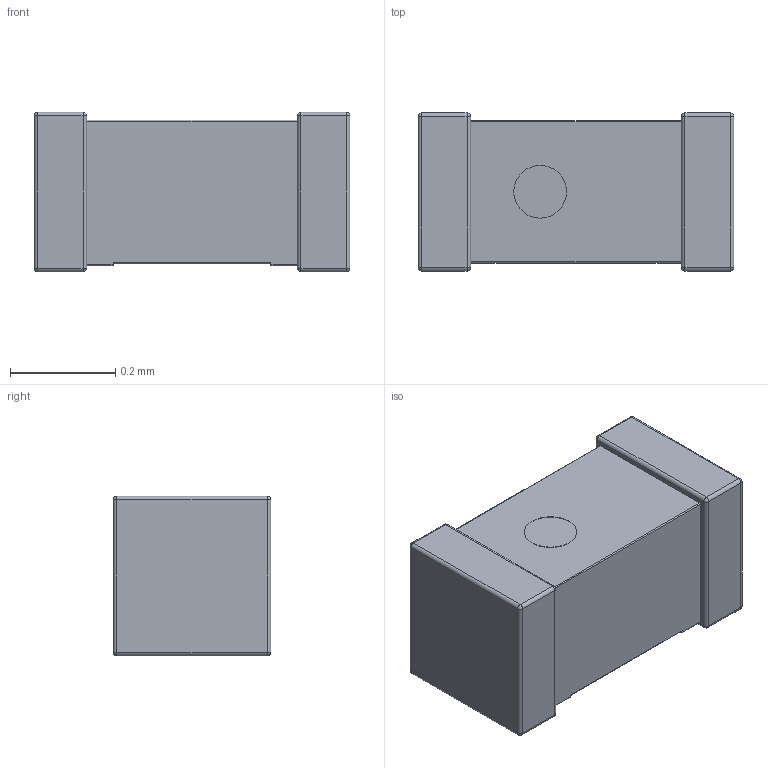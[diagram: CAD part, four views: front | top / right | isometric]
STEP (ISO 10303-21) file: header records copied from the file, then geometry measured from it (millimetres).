
FILE_DESCRIPTION(/* description */ (''),/* implementation_level */ '2;1');
FILE_NAME(/* name */ 'INDUC 0201.step',/* time_stamp */ '2019-12-01T15:16:47+00:00',/* author */ (''),/* organization */ (''),/* preprocessor_version */ 'ST-DEVELOPER v18',/* originating_system */ 'Autodesk Translation Framework v8.12.0.6',/* authorisation */ '');
FILE_SCHEMA (('AUTOMOTIVE_DESIGN { 1 0 10303 214 3 1 1 }'));
Length unit declared in the file: millimetre
Products named in the file (1): INDUC 0201
Bounding box: 0.6 x 0.3 x 0.3 mm (x, y, z)
Volume: 0 mm3; surface area: 0.9 mm2
Topology: 1 solids, 1 shells, 70 faces, 147 edges, 82 vertices
Faces by surface type: cylinder 33, plane 21, sphere 16
Full cylindrical faces by diameter (mm): 0.1 x1
Entity records: 1900 total; most frequent: DIRECTION 355, CARTESIAN_POINT 300, ORIENTED_EDGE 294, EDGE_CURVE 147, AXIS2_PLACEMENT_3D 137, VERTEX_POINT 82, LINE 81, VECTOR 81
